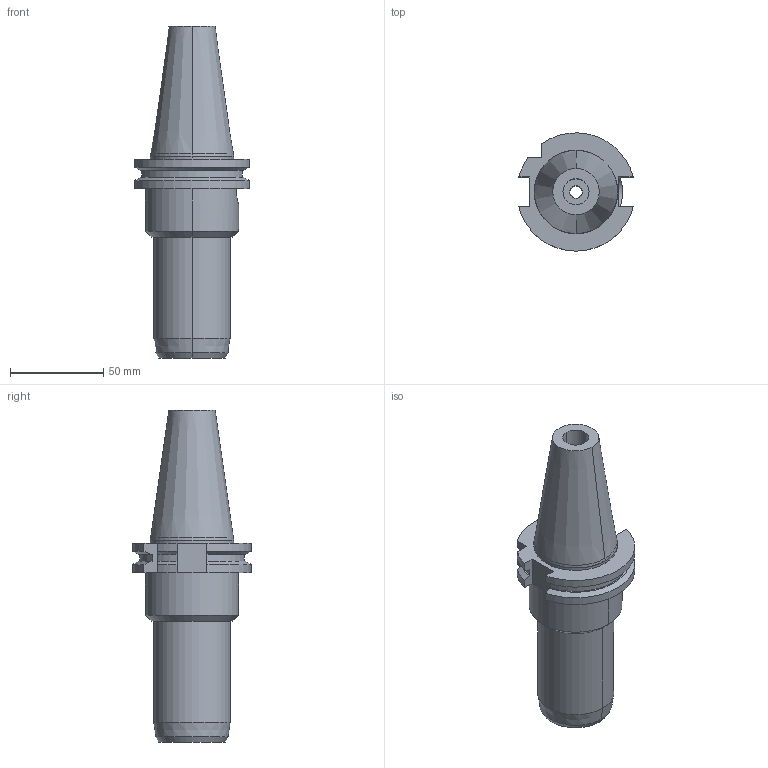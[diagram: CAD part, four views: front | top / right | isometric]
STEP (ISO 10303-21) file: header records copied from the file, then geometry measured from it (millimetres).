
FILE_DESCRIPTION((''),'2;1');
FILE_NAME('8432602079','2022-02-04T07:36:35',('thiemer'),(''),'CREO PARAMETRIC BY PTC INC, 2021164','CREO PARAMETRIC BY PTC INC, 2021164','');
FILE_SCHEMA(('AUTOMOTIVE_DESIGN { 1 0 10303 214 1 1 1 1 }'));
Length unit declared in the file: millimetre
Products named in the file (1): 8432602079
Bounding box: 61.48 x 63.54 x 178.4 mm (x, y, z)
Volume: 221257.2 mm3; surface area: 36187.7 mm2
Topology: 1 solids, 1 shells, 61 faces, 151 edges, 97 vertices
Faces by surface type: plane 23, cylinder 22, cone 16
Entity records: 2639 total; most frequent: CARTESIAN_POINT 399, DIRECTION 362, ORIENTED_EDGE 302, PRESENTATION_STYLE_ASSIGNMENT 164, STYLED_ITEM 164, CURVE_STYLE 163, EDGE_CURVE 151, AXIS2_PLACEMENT_3D 139
